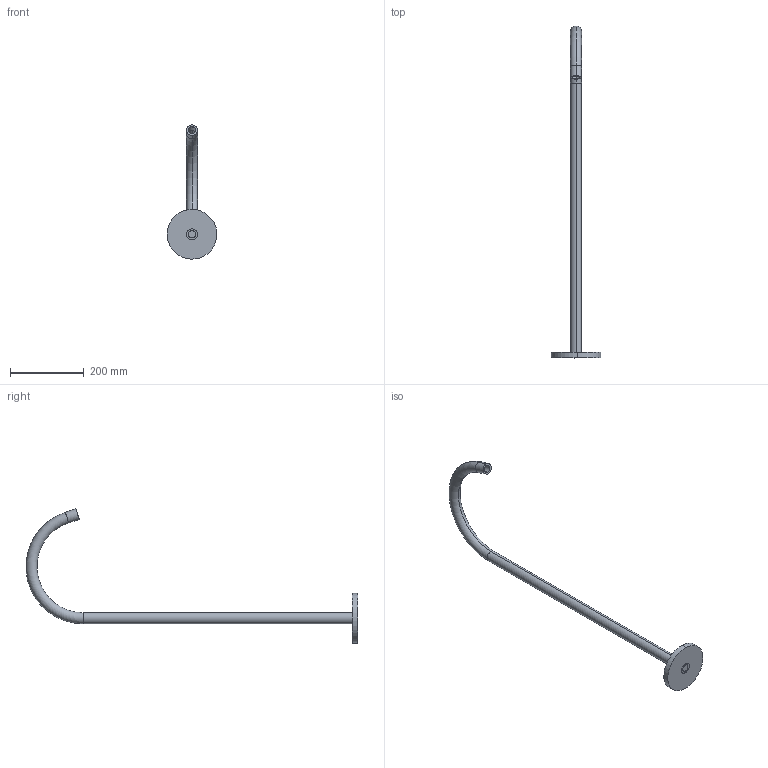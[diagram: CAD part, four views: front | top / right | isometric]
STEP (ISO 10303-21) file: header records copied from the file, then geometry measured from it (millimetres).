
FILE_DESCRIPTION (( 'STEP AP203' ), '1' );
FILE_NAME ('13672661.STEP', '2018-08-07T05:06:57', ( '' ), ( '' ), 'SwSTEP 2.0', 'SolidWorks 2017', '' );
FILE_SCHEMA (( 'CONFIG_CONTROL_DESIGN' ));
Length unit declared in the file: millimetre
Products named in the file (3): Planungsmodell_Rohr Ø30x5 AL282mm-+-09.28.22.326-01; Planungsmodell_Rohr_gerade-+-28.568.780-10_ _K331 135x15; 13672661
Assembly tree (2 placements, depth 2):
  13672661
    Planungsmodell_Rohr Ø30x5 AL282mm-+-09.28.22.326-01
    Planungsmodell_Rohr_gerade-+-28.568.780-10_ _K331 135x15
Bounding box: 134.83 x 900.58 x 364.1 mm (x, y, z)
Volume: 674889 mm3; surface area: 219847.2 mm2
Topology: 2 solids, 2 shells, 18 faces, 34 edges, 20 vertices
Faces by surface type: cylinder 10, torus 4, plane 4
Entity records: 767 total; most frequent: DIRECTION 104, CARTESIAN_POINT 77, ORIENTED_EDGE 68, AXIS2_PLACEMENT_3D 47, EDGE_CURVE 34, PERSON_AND_ORGANIZATION 26, CIRCLE 24, VERTEX_POINT 20
